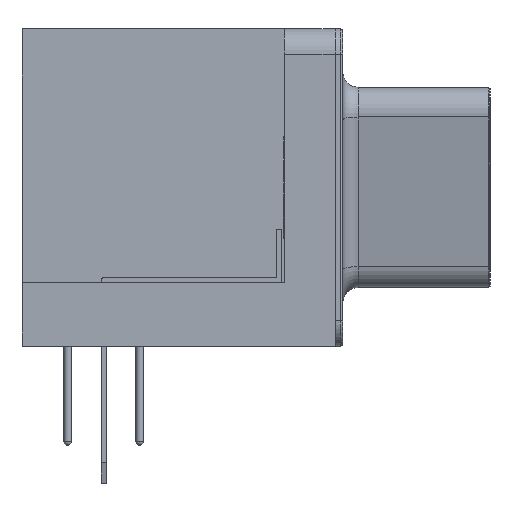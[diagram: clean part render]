
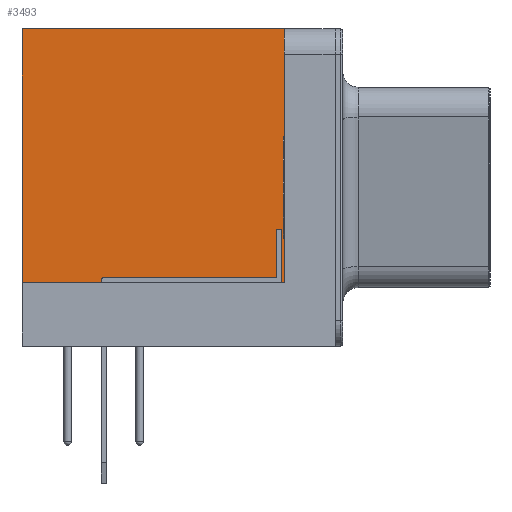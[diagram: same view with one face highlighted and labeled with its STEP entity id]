
A CAD part, left-side view. The second image highlights one B-rep face of the part: STEP entity #3493.
In plain terms, the highlighted planar face has unit normal (-1, 0, 0).
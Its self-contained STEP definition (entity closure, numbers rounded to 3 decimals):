
#2852 = VERTEX_POINT('',#2853);
#2853 = CARTESIAN_POINT('',(-4.405,1.8,12.5));
#2859 = EDGE_CURVE('',#2860,#2852,#2862,.T.);
#2860 = VERTEX_POINT('',#2861);
#2861 = CARTESIAN_POINT('',(-4.405,-8.54,12.5));
#2862 = LINE('',#2863,#2864);
#2863 = CARTESIAN_POINT('',(-4.405,-9.54,12.5));
#2864 = VECTOR('',#2865,1.);
#2865 = DIRECTION('',(0.,1.,0.));
#3423 = EDGE_CURVE('',#3424,#2852,#3426,.T.);
#3424 = VERTEX_POINT('',#3425);
#3425 = CARTESIAN_POINT('',(-4.405,1.8,2.5));
#3426 = LINE('',#3427,#3428);
#3427 = CARTESIAN_POINT('',(-4.405,1.8,4.375));
#3428 = VECTOR('',#3429,1.);
#3429 = DIRECTION('',(0.,0.,1.));
#3451 = VERTEX_POINT('',#3452);
#3452 = CARTESIAN_POINT('',(-4.405,-8.54,2.5));
#3458 = EDGE_CURVE('',#3451,#2860,#3459,.T.);
#3459 = LINE('',#3460,#3461);
#3460 = CARTESIAN_POINT('',(-4.405,-8.54,2.5));
#3461 = VECTOR('',#3462,1.);
#3462 = DIRECTION('',(0.,0.,1.));
#3493 = ADVANCED_FACE('',(#3494),#3505,.F.);
#3494 = FACE_BOUND('',#3495,.F.);
#3495 = EDGE_LOOP('',(#3496,#3497,#3503,#3504));
#3496 = ORIENTED_EDGE('',*,*,#3458,.F.);
#3497 = ORIENTED_EDGE('',*,*,#3498,.T.);
#3498 = EDGE_CURVE('',#3451,#3424,#3499,.T.);
#3499 = LINE('',#3500,#3501);
#3500 = CARTESIAN_POINT('',(-4.405,-8.54,2.5));
#3501 = VECTOR('',#3502,1.);
#3502 = DIRECTION('',(0.,1.,0.));
#3503 = ORIENTED_EDGE('',*,*,#3423,.T.);
#3504 = ORIENTED_EDGE('',*,*,#2859,.F.);
#3505 = PLANE('',#3506);
#3506 = AXIS2_PLACEMENT_3D('',#3507,#3508,#3509);
#3507 = CARTESIAN_POINT('',(-4.405,-8.54,2.5));
#3508 = DIRECTION('',(1.,0.,0.));
#3509 = DIRECTION('',(0.,0.,1.));
